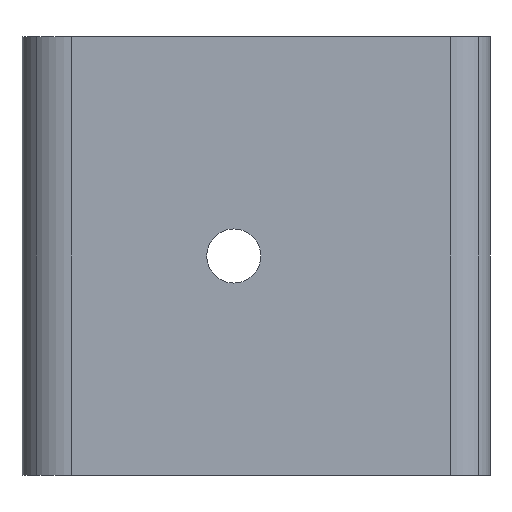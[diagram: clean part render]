
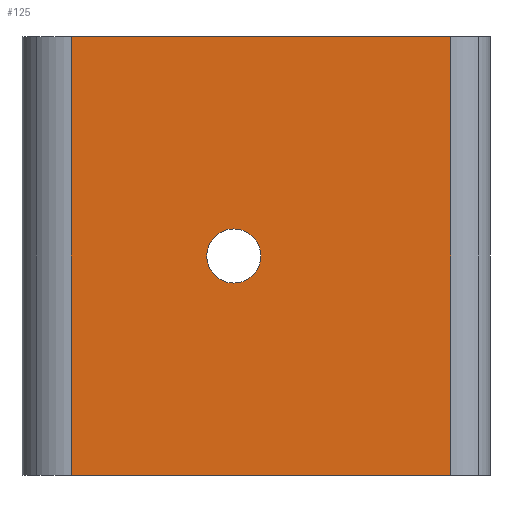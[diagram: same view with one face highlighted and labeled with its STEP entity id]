
A CAD part, left-side view. The second image highlights one B-rep face of the part: STEP entity #125.
In plain terms, the highlighted planar face has unit normal (-1, 0, 0).
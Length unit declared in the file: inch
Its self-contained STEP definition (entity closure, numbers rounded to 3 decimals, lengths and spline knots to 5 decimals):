
#125=ADVANCED_FACE('',(#251,#252),#253,.T.);
#251=FACE_BOUND('',#372,.T.);
#252=FACE_OUTER_BOUND('',#373,.T.);
#253=PLANE('',#374);
#372=EDGE_LOOP('',(#696,#697));
#373=EDGE_LOOP('',(#698,#699,#700,#701));
#374=AXIS2_PLACEMENT_3D('',#702,#703,#704);
#696=ORIENTED_EDGE('',*,*,#871,.T.);
#697=ORIENTED_EDGE('',*,*,#856,.T.);
#698=ORIENTED_EDGE('',*,*,#869,.F.);
#699=ORIENTED_EDGE('',*,*,#766,.T.);
#700=ORIENTED_EDGE('',*,*,#817,.F.);
#701=ORIENTED_EDGE('',*,*,#831,.T.);
#702=CARTESIAN_POINT('',(-1.08268,3.74016,1.75197));
#703=DIRECTION('',(-1.0,0.,0.));
#704=DIRECTION('',(0.,0.,-1.0));
#766=EDGE_CURVE('',#927,#925,#928,.T.);
#817=EDGE_CURVE('',#1007,#925,#1009,.T.);
#831=EDGE_CURVE('',#1007,#1030,#1032,.T.);
#856=EDGE_CURVE('',#1057,#1061,#1063,.T.);
#869=EDGE_CURVE('',#927,#1030,#1076,.T.);
#871=EDGE_CURVE('',#1061,#1057,#1078,.T.);
#925=VERTEX_POINT('',#1143);
#927=VERTEX_POINT('',#1145);
#928=LINE('',#1146,#1147);
#1007=VERTEX_POINT('',#1249);
#1009=LINE('',#1251,#1252);
#1030=VERTEX_POINT('',#1280);
#1032=LINE('',#1282,#1283);
#1057=VERTEX_POINT('',#1315);
#1061=VERTEX_POINT('',#1320);
#1063=CIRCLE('',#1323,0.21654);
#1076=LINE('',#1340,#1341);
#1078=CIRCLE('',#1343,0.21654);
#1143=CARTESIAN_POINT('',(-1.08268,3.34646,3.50394));
#1145=CARTESIAN_POINT('',(-1.08268,0.31496,3.50394));
#1146=CARTESIAN_POINT('',(-1.08268,3.74016,3.50394));
#1147=VECTOR('',#1398,0.3937);
#1249=CARTESIAN_POINT('',(-1.08268,3.34646,0.0));
#1251=CARTESIAN_POINT('',(-1.08268,3.34646,1.75197));
#1252=VECTOR('',#1473,0.3937);
#1280=CARTESIAN_POINT('',(-1.08268,0.31496,0.0));
#1282=CARTESIAN_POINT('',(-1.08268,3.74016,0.0));
#1283=VECTOR('',#1496,0.3937);
#1315=CARTESIAN_POINT('',(-1.08268,2.04724,1.9685));
#1320=CARTESIAN_POINT('',(-1.08268,2.04724,1.53543));
#1323=AXIS2_PLACEMENT_3D('',#1524,#1525,#1526);
#1340=CARTESIAN_POINT('',(-1.08268,0.31496,1.75197));
#1341=VECTOR('',#1534,0.3937);
#1343=AXIS2_PLACEMENT_3D('',#1535,#1536,#1537);
#1398=DIRECTION('',(0.,1.0,0.));
#1473=DIRECTION('',(0.,0.,1.0));
#1496=DIRECTION('',(0.,-1.0,0.));
#1524=CARTESIAN_POINT('',(-1.08268,2.04724,1.75197));
#1525=DIRECTION('',(1.0,0.,0.));
#1526=DIRECTION('',(0.,0.,1.0));
#1534=DIRECTION('',(0.,0.,-1.0));
#1535=CARTESIAN_POINT('',(-1.08268,2.04724,1.75197));
#1536=DIRECTION('',(1.0,0.,0.));
#1537=DIRECTION('',(0.,0.,1.0));
